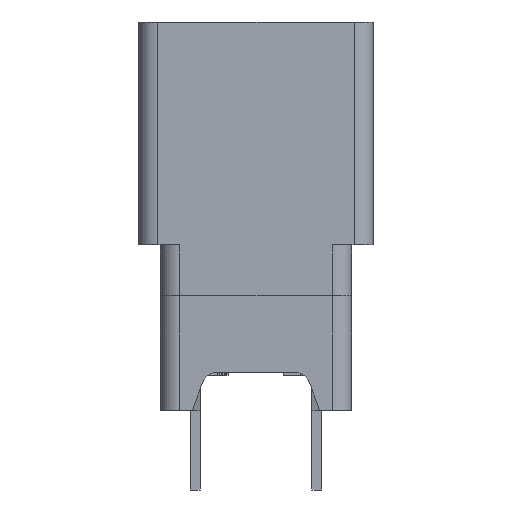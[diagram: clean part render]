
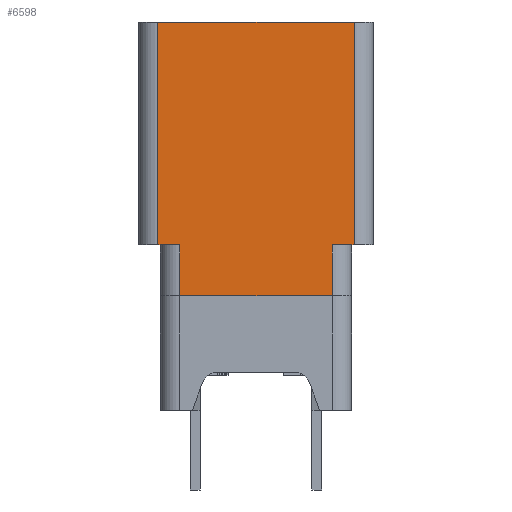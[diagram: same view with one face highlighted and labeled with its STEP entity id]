
A CAD part, left-side view. The second image highlights one B-rep face of the part: STEP entity #6598.
In plain terms, the highlighted planar face has unit normal (-1, 0, 0).
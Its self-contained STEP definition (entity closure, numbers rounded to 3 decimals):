
#3=DIRECTION('',(0.,0.,-1.));
#4=VECTOR('',#3,2.032);
#5=CARTESIAN_POINT('',(-28.702,-3.048,-8.89));
#6=LINE('',#5,#4);
#7=DIRECTION('',(0.,0.,-1.));
#8=VECTOR('',#7,2.032);
#9=CARTESIAN_POINT('',(-28.702,3.048,-8.89));
#10=LINE('',#9,#8);
#11=DIRECTION('',(0.,0.,-1.));
#12=VECTOR('',#11,8.89);
#13=CARTESIAN_POINT('',(-28.702,3.912,0.));
#14=LINE('',#13,#12);
#15=DIRECTION('',(0.,-1.,0.));
#16=VECTOR('',#15,7.823);
#17=CARTESIAN_POINT('',(-28.702,3.912,0.));
#18=LINE('',#17,#16);
#19=DIRECTION('',(0.,0.,1.));
#20=VECTOR('',#19,8.89);
#21=CARTESIAN_POINT('',(-28.702,-3.912,-8.89));
#22=LINE('',#21,#20);
#37=DIRECTION('',(0.,-1.,0.));
#38=VECTOR('',#37,0.864);
#39=CARTESIAN_POINT('',(-28.702,3.912,-8.89));
#40=LINE('',#39,#38);
#41=DIRECTION('',(0.,-1.,0.));
#42=VECTOR('',#41,0.864);
#43=CARTESIAN_POINT('',(-28.702,-3.048,-8.89));
#44=LINE('',#43,#42);
#101=DIRECTION('',(0.,1.,0.));
#102=VECTOR('',#101,6.096);
#103=CARTESIAN_POINT('',(-28.702,-3.048,-10.922));
#104=LINE('',#103,#102);
#5631=CARTESIAN_POINT('',(-28.702,-3.912,0.));
#5633=VERTEX_POINT('',#5631);
#5637=CARTESIAN_POINT('',(-28.702,-3.912,-8.89));
#5638=VERTEX_POINT('',#5637);
#5639=CARTESIAN_POINT('',(-28.702,3.912,-8.89));
#5641=VERTEX_POINT('',#5639);
#5645=CARTESIAN_POINT('',(-28.702,3.912,0.));
#5646=VERTEX_POINT('',#5645);
#5667=CARTESIAN_POINT('',(-28.702,-3.048,-10.922));
#5668=CARTESIAN_POINT('',(-28.702,3.048,-10.922));
#5669=VERTEX_POINT('',#5667);
#5670=VERTEX_POINT('',#5668);
#5680=CARTESIAN_POINT('',(-28.702,3.048,-8.89));
#5682=VERTEX_POINT('',#5680);
#5683=CARTESIAN_POINT('',(-28.702,-3.048,-8.89));
#5685=VERTEX_POINT('',#5683);
#6575=CARTESIAN_POINT('',(-28.702,0.,0.));
#6576=DIRECTION('',(1.,0.,0.));
#6577=DIRECTION('',(0.,-1.,0.));
#6578=AXIS2_PLACEMENT_3D('',#6575,#6576,#6577);
#6579=PLANE('',#6578);
#6581=ORIENTED_EDGE('',*,*,#6580,.F.);
#6583=ORIENTED_EDGE('',*,*,#6582,.T.);
#6585=ORIENTED_EDGE('',*,*,#6584,.T.);
#6587=ORIENTED_EDGE('',*,*,#6586,.F.);
#6589=ORIENTED_EDGE('',*,*,#6588,.F.);
#6591=ORIENTED_EDGE('',*,*,#6590,.F.);
#6593=ORIENTED_EDGE('',*,*,#6592,.T.);
#6595=ORIENTED_EDGE('',*,*,#6594,.F.);
#6596=EDGE_LOOP('',(#6581,#6583,#6585,#6587,#6589,#6591,#6593,#6595));
#6597=FACE_OUTER_BOUND('',#6596,.F.);
#6580=EDGE_CURVE('',#5685,#5638,#44,.T.);
#6582=EDGE_CURVE('',#5685,#5669,#6,.T.);
#6584=EDGE_CURVE('',#5669,#5670,#104,.T.);
#6586=EDGE_CURVE('',#5682,#5670,#10,.T.);
#6588=EDGE_CURVE('',#5641,#5682,#40,.T.);
#6590=EDGE_CURVE('',#5646,#5641,#14,.T.);
#6592=EDGE_CURVE('',#5646,#5633,#18,.T.);
#6594=EDGE_CURVE('',#5638,#5633,#22,.T.);
#6598=ADVANCED_FACE('',(#6597),#6579,.F.);
